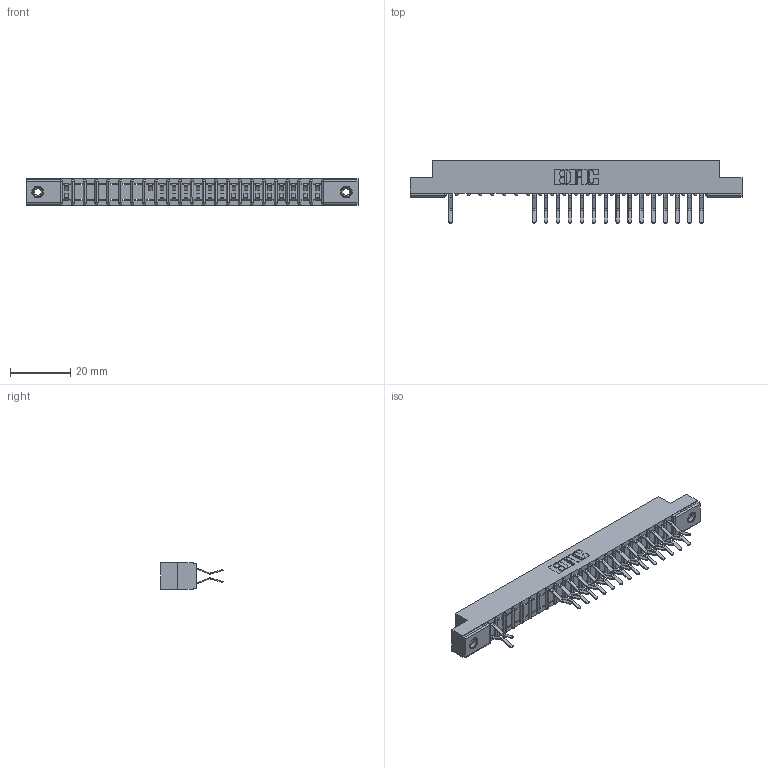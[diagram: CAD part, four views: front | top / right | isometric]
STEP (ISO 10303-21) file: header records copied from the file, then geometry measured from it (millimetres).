
FILE_DESCRIPTION (( 'STEP AP203' ), '1' );
FILE_NAME ('307-044-560-208.STEP', '2018-08-06T02:46:49', ( '' ), ( '' ), 'SwSTEP 2.0', 'SolidWorks 2016', '' );
FILE_SCHEMA (( 'CONFIG_CONTROL_DESIGN' ));
Length unit declared in the file: inch
Products named in the file (4): 307 Part_.156 Dia Mounting Holes; 307-290-001_560; 345-250-001_345-250-003-102; 307-044-560-208
Assembly tree (34 placements, depth 2):
  307-044-560-208
    307 Part_.156 Dia Mounting Holes
    307-290-001_560  x31
    345-250-001_345-250-003-102  x2
Bounding box: 110.19 x 20.73 x 8.71 mm (x, y, z)
Volume: 7071.1 mm3; surface area: 11751.6 mm2
Topology: 34 solids, 34 shells, 1881 faces, 5277 edges, 3406 vertices
Faces by surface type: plane 1203, cylinder 616, sphere 46, cone 12, torus 4
Entity records: 22903 total; most frequent: CARTESIAN_POINT 3792, ORIENTED_EDGE 3762, DIRECTION 3719, EDGE_CURVE 1881, VECTOR 1433, LINE 1433, VERTEX_POINT 1216, AXIS2_PLACEMENT_3D 1143
